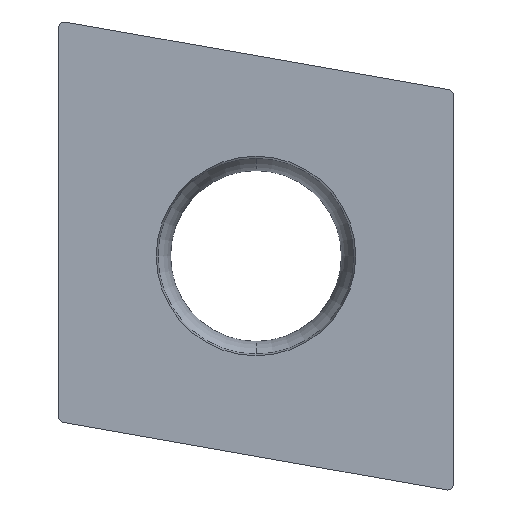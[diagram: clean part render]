
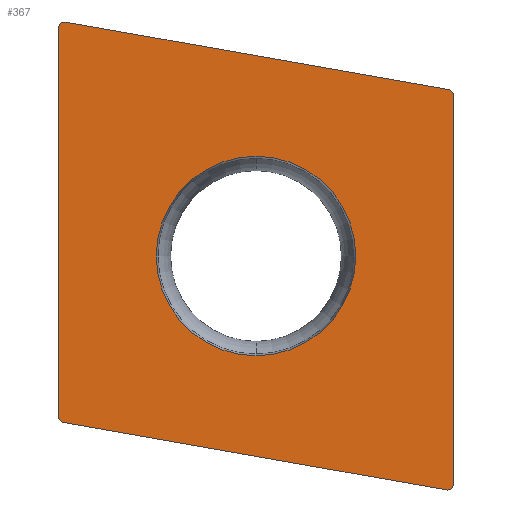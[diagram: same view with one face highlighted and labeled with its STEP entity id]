
A CAD part, left-side view. The second image highlights one B-rep face of the part: STEP entity #367.
In plain terms, the highlighted planar face has unit normal (-1, 0, 0).
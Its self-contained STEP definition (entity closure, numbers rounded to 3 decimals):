
#9=CARTESIAN_POINT('',(0.,0.233,0.041));
#10=CARTESIAN_POINT('',(0.,0.155,0.027));
#11=CARTESIAN_POINT('',(0.,0.064,0.076));
#12=CARTESIAN_POINT('',(0.,0.,0.158));
#13=CARTESIAN_POINT('',(0.,0.,0.237));
#19=DIRECTION('',(0.,0.985,0.174));
#20=VECTOR('',#19,12.493);
#21=CARTESIAN_POINT('',(0.,0.233,0.041));
#22=LINE('',#21,#20);
#26=CARTESIAN_POINT('',(0.,12.7,2.406));
#27=CARTESIAN_POINT('',(0.,12.7,2.35));
#28=CARTESIAN_POINT('',(0.,12.662,2.271));
#29=CARTESIAN_POINT('',(0.,12.591,2.22));
#30=CARTESIAN_POINT('',(0.,12.536,2.21));
#35=DIRECTION('',(0.,0.,1.));
#36=VECTOR('',#35,12.493);
#37=CARTESIAN_POINT('',(0.,12.7,2.406));
#38=LINE('',#37,#36);
#42=CARTESIAN_POINT('',(0.,12.467,15.094));
#43=CARTESIAN_POINT('',(0.,12.545,15.108));
#44=CARTESIAN_POINT('',(0.,12.636,15.059));
#45=CARTESIAN_POINT('',(0.,12.7,14.978));
#46=CARTESIAN_POINT('',(0.,12.7,14.899));
#51=DIRECTION('',(0.,-0.985,-0.174));
#52=VECTOR('',#51,12.493);
#53=CARTESIAN_POINT('',(0.,12.467,15.094));
#54=LINE('',#53,#52);
#58=CARTESIAN_POINT('',(0.,0.,12.729));
#59=CARTESIAN_POINT('',(0.,0.,12.785));
#60=CARTESIAN_POINT('',(0.,0.038,12.864));
#61=CARTESIAN_POINT('',(0.,0.109,12.915));
#62=CARTESIAN_POINT('',(0.,0.164,12.925));
#67=DIRECTION('',(0.,0.,-1.));
#68=VECTOR('',#67,12.493);
#69=CARTESIAN_POINT('',(0.,0.,12.729));
#70=LINE('',#69,#68);
#74=CARTESIAN_POINT('',(0.,6.35,7.568));
#75=DIRECTION('',(1.,0.,0.));
#76=DIRECTION('',(0.,0.,-1.));
#77=AXIS2_PLACEMENT_3D('',#74,#75,#76);
#82=CARTESIAN_POINT('',(0.,6.35,7.568));
#83=DIRECTION('',(1.,0.,0.));
#84=DIRECTION('',(0.,0.,1.));
#85=AXIS2_PLACEMENT_3D('',#82,#83,#84);
#310=CARTESIAN_POINT('',(0.,6.35,4.358));
#311=CARTESIAN_POINT('',(0.,6.35,10.778));
#312=VERTEX_POINT('',#310);
#313=VERTEX_POINT('',#311);
#318=VERTEX_POINT('',#9);
#319=VERTEX_POINT('',#13);
#323=VERTEX_POINT('',#58);
#324=VERTEX_POINT('',#62);
#328=VERTEX_POINT('',#42);
#329=VERTEX_POINT('',#46);
#333=VERTEX_POINT('',#26);
#334=VERTEX_POINT('',#30);
#338=CARTESIAN_POINT('',(0.,0.,0.));
#339=DIRECTION('',(-1.,0.,0.));
#340=DIRECTION('',(0.,0.,1.));
#341=AXIS2_PLACEMENT_3D('',#338,#339,#340);
#342=PLANE('',#341);
#344=ORIENTED_EDGE('',*,*,#343,.F.);
#346=ORIENTED_EDGE('',*,*,#345,.T.);
#348=ORIENTED_EDGE('',*,*,#347,.F.);
#350=ORIENTED_EDGE('',*,*,#349,.T.);
#352=ORIENTED_EDGE('',*,*,#351,.F.);
#354=ORIENTED_EDGE('',*,*,#353,.T.);
#356=ORIENTED_EDGE('',*,*,#355,.F.);
#358=ORIENTED_EDGE('',*,*,#357,.T.);
#359=EDGE_LOOP('',(#344,#346,#348,#350,#352,#354,#356,#358));
#360=FACE_OUTER_BOUND('',#359,.F.);
#362=ORIENTED_EDGE('',*,*,#361,.F.);
#364=ORIENTED_EDGE('',*,*,#363,.F.);
#365=EDGE_LOOP('',(#362,#364));
#366=FACE_BOUND('',#365,.F.);
#14=B_SPLINE_CURVE_WITH_KNOTS('',3,(#9,#10,#11,#12,#13),.UNSPECIFIED.,.F.,.F.,
(4,1,4),(0.,0.5,1.),.UNSPECIFIED.);
#31=B_SPLINE_CURVE_WITH_KNOTS('',3,(#26,#27,#28,#29,#30),.UNSPECIFIED.,.F.,.F.,(
4,1,4),(0.,0.5,1.),.UNSPECIFIED.);
#47=B_SPLINE_CURVE_WITH_KNOTS('',3,(#42,#43,#44,#45,#46),.UNSPECIFIED.,.F.,.F.,(
4,1,4),(0.,0.5,1.),.UNSPECIFIED.);
#63=B_SPLINE_CURVE_WITH_KNOTS('',3,(#58,#59,#60,#61,#62),.UNSPECIFIED.,.F.,.F.,(
4,1,4),(0.,0.5,1.),.UNSPECIFIED.);
#78=CIRCLE('',#77,3.21);
#86=CIRCLE('',#85,3.21);
#343=EDGE_CURVE('',#318,#319,#14,.T.);
#345=EDGE_CURVE('',#318,#334,#22,.T.);
#347=EDGE_CURVE('',#333,#334,#31,.T.);
#349=EDGE_CURVE('',#333,#329,#38,.T.);
#351=EDGE_CURVE('',#328,#329,#47,.T.);
#353=EDGE_CURVE('',#328,#324,#54,.T.);
#355=EDGE_CURVE('',#323,#324,#63,.T.);
#357=EDGE_CURVE('',#323,#319,#70,.T.);
#361=EDGE_CURVE('',#312,#313,#78,.T.);
#363=EDGE_CURVE('',#313,#312,#86,.T.);
#367=ADVANCED_FACE('',(#360,#366),#342,.T.);
